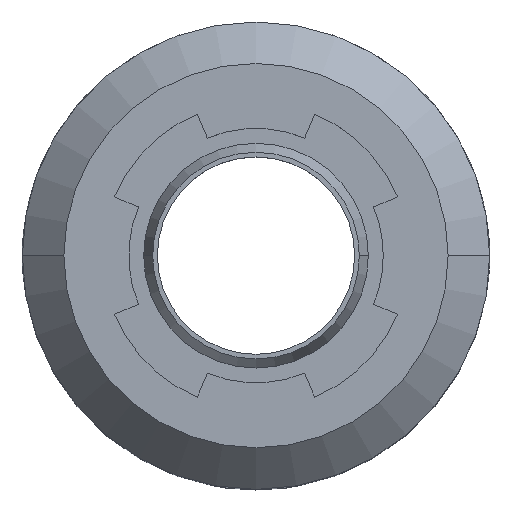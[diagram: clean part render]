
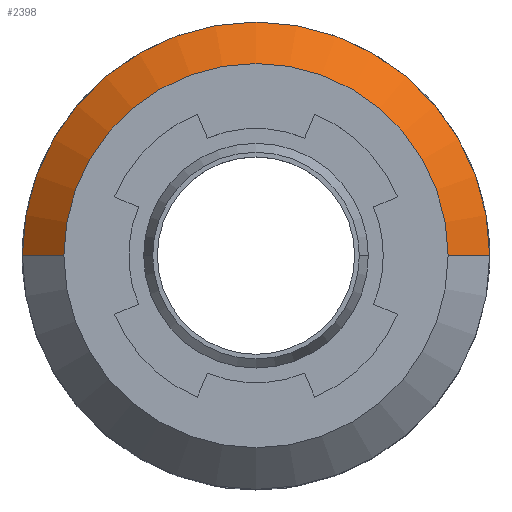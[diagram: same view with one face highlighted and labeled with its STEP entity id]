
A CAD part, top view. The second image highlights one B-rep face of the part: STEP entity #2398.
In plain terms, the highlighted conical face has half-angle 45 degrees and reference radius 18.5 mm.
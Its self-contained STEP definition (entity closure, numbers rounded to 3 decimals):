
#652 = DIRECTION ( 'NONE',  ( 1., 0., 0. ) ) ;
#653 = DIRECTION ( 'NONE',  ( 0., 0., 1. ) ) ;
#654 = CARTESIAN_POINT ( 'NONE',  ( 0., 0., 37. ) ) ;
#655 = AXIS2_PLACEMENT_3D ( 'NONE', #654, #653, #652 ) ;
#662 = CIRCLE ( 'NONE', #655, 18.5 ) ;
#944 = CARTESIAN_POINT ( 'NONE',  ( 22.5, 0., 33. ) ) ;
#945 = DIRECTION ( 'NONE',  ( 0.707, 0., -0.707 ) ) ;
#946 = VECTOR ( 'NONE', #945, 1000. ) ;
#947 = CARTESIAN_POINT ( 'NONE',  ( 18.5, 0., 37. ) ) ;
#948 = LINE ( 'NONE', #947, #946 ) ;
#979 = CARTESIAN_POINT ( 'NONE',  ( -18.5, 0., 37. ) ) ;
#980 = CARTESIAN_POINT ( 'NONE',  ( 18.5, 0., 37. ) ) ;
#1659 = DIRECTION ( 'NONE',  ( -0.707, 0., -0.707 ) ) ;
#1660 = VECTOR ( 'NONE', #1659, 1000. ) ;
#1672 = DIRECTION ( 'NONE',  ( 1., 0., 0. ) ) ;
#1673 = CARTESIAN_POINT ( 'NONE',  ( -18.5, 0., 37. ) ) ;
#1681 = AXIS2_PLACEMENT_3D ( 'NONE', #1686, #1685, #1672 ) ;
#1682 = CIRCLE ( 'NONE', #1681, 22.5 ) ;
#1683 = LINE ( 'NONE', #1673, #1660 ) ;
#1685 = DIRECTION ( 'NONE',  ( 0., 0., -1. ) ) ;
#1686 = CARTESIAN_POINT ( 'NONE',  ( 0., 0., 33. ) ) ;
#1687 = CARTESIAN_POINT ( 'NONE',  ( -22.5, 0., 33. ) ) ;
#1698 = DIRECTION ( 'NONE',  ( -1., 0., 0. ) ) ;
#1699 = DIRECTION ( 'NONE',  ( 0., 0., -1. ) ) ;
#1705 = FACE_OUTER_BOUND ( 'NONE', #2395, .T. ) ;
#1707 = CARTESIAN_POINT ( 'NONE',  ( 0., 0., 37. ) ) ;
#1708 = AXIS2_PLACEMENT_3D ( 'NONE', #1707, #1699, #1698 ) ;
#1709 = CONICAL_SURFACE ( 'NONE', #1708, 18.5, 0.785 ) ;
#2346 = ORIENTED_EDGE ( 'NONE', *, *, #2379, .F. ) ;
#2347 = EDGE_CURVE ( 'NONE', #2351, #2348, #948, .T. ) ;
#2348 = VERTEX_POINT ( 'NONE', #944 ) ;
#2349 = EDGE_CURVE ( 'NONE', #2351, #2350, #662, .T. ) ;
#2350 = VERTEX_POINT ( 'NONE', #979 ) ;
#2351 = VERTEX_POINT ( 'NONE', #980 ) ;
#2352 = ORIENTED_EDGE ( 'NONE', *, *, #2347, .T. ) ;
#2359 = ORIENTED_EDGE ( 'NONE', *, *, #2378, .F. ) ;
#2378 = EDGE_CURVE ( 'NONE', #2350, #2380, #1683, .T. ) ;
#2379 = EDGE_CURVE ( 'NONE', #2380, #2348, #1682, .T. ) ;
#2380 = VERTEX_POINT ( 'NONE', #1687 ) ;
#2395 = EDGE_LOOP ( 'NONE', ( #2397, #2352, #2346, #2359 ) ) ;
#2397 = ORIENTED_EDGE ( 'NONE', *, *, #2349, .F. ) ;
#2398 = ADVANCED_FACE ( 'NONE', ( #1705 ), #1709, .T. ) ;
